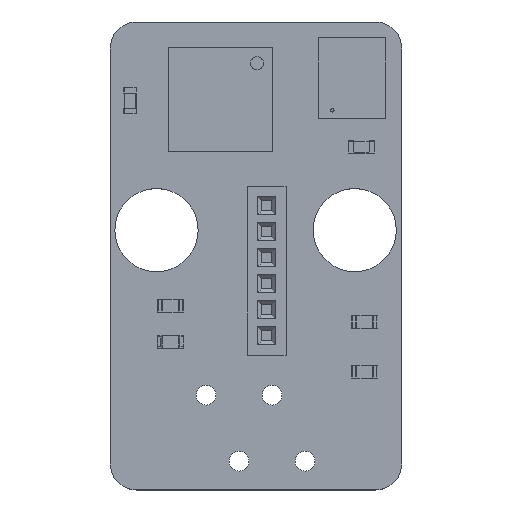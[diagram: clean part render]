
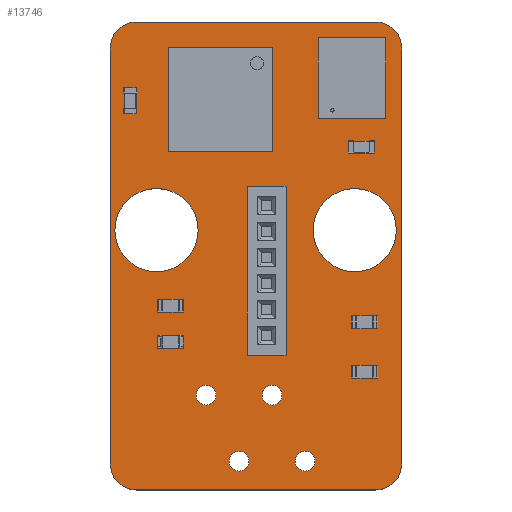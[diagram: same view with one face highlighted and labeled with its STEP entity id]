
A CAD part, top view. The second image highlights one B-rep face of the part: STEP entity #13746.
In plain terms, the highlighted planar face has unit normal (0, 0, 1).
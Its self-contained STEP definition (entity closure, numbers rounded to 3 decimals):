
#13465 = VERTEX_POINT('',#13466);
#13466 = CARTESIAN_POINT('',(60.619,-57.166,0.71));
#13472 = EDGE_CURVE('',#13465,#13473,#13475,.T.);
#13473 = VERTEX_POINT('',#13474);
#13474 = CARTESIAN_POINT('',(61.619,-58.166,0.71));
#13475 = CIRCLE('',#13476,1.);
#13476 = AXIS2_PLACEMENT_3D('',#13477,#13478,#13479);
#13477 = CARTESIAN_POINT('',(60.619,-58.166,0.71));
#13478 = DIRECTION('',(0.,0.,-1.));
#13479 = DIRECTION('',(0.,1.,0.));
#13507 = VERTEX_POINT('',#13508);
#13508 = CARTESIAN_POINT('',(51.419,-57.166,0.71));
#13514 = EDGE_CURVE('',#13507,#13465,#13515,.T.);
#13515 = LINE('',#13516,#13517);
#13516 = CARTESIAN_POINT('',(51.419,-57.166,0.71));
#13517 = VECTOR('',#13518,1.);
#13518 = DIRECTION('',(1.,0.,0.));
#13536 = EDGE_CURVE('',#13473,#13537,#13539,.T.);
#13537 = VERTEX_POINT('',#13538);
#13538 = CARTESIAN_POINT('',(61.619,-74.166,0.71));
#13539 = LINE('',#13540,#13541);
#13540 = CARTESIAN_POINT('',(61.619,-58.166,0.71));
#13541 = VECTOR('',#13542,1.);
#13542 = DIRECTION('',(0.,-1.,0.));
#13746 = ADVANCED_FACE('',(#13747,#13793,#13804,#13815,#13826,#13837,
    #13848,#13859,#13870,#13881,#13892,#13903,#13914),#13925,.T.);
#13747 = FACE_BOUND('',#13748,.T.);
#13748 = EDGE_LOOP('',(#13749,#13750,#13751,#13760,#13768,#13777,#13785,
    #13792));
#13749 = ORIENTED_EDGE('',*,*,#13472,.F.);
#13750 = ORIENTED_EDGE('',*,*,#13514,.F.);
#13751 = ORIENTED_EDGE('',*,*,#13752,.F.);
#13752 = EDGE_CURVE('',#13753,#13507,#13755,.T.);
#13753 = VERTEX_POINT('',#13754);
#13754 = CARTESIAN_POINT('',(50.419,-58.166,0.71));
#13755 = CIRCLE('',#13756,1.);
#13756 = AXIS2_PLACEMENT_3D('',#13757,#13758,#13759);
#13757 = CARTESIAN_POINT('',(51.419,-58.166,0.71));
#13758 = DIRECTION('',(0.,0.,-1.));
#13759 = DIRECTION('',(-1.,0.,-0.));
#13760 = ORIENTED_EDGE('',*,*,#13761,.F.);
#13761 = EDGE_CURVE('',#13762,#13753,#13764,.T.);
#13762 = VERTEX_POINT('',#13763);
#13763 = CARTESIAN_POINT('',(50.419,-74.166,0.71));
#13764 = LINE('',#13765,#13766);
#13765 = CARTESIAN_POINT('',(50.419,-74.166,0.71));
#13766 = VECTOR('',#13767,1.);
#13767 = DIRECTION('',(0.,1.,0.));
#13768 = ORIENTED_EDGE('',*,*,#13769,.F.);
#13769 = EDGE_CURVE('',#13770,#13762,#13772,.T.);
#13770 = VERTEX_POINT('',#13771);
#13771 = CARTESIAN_POINT('',(51.419,-75.166,0.71));
#13772 = CIRCLE('',#13773,1.);
#13773 = AXIS2_PLACEMENT_3D('',#13774,#13775,#13776);
#13774 = CARTESIAN_POINT('',(51.419,-74.166,0.71));
#13775 = DIRECTION('',(0.,0.,-1.));
#13776 = DIRECTION('',(0.,-1.,0.));
#13777 = ORIENTED_EDGE('',*,*,#13778,.F.);
#13778 = EDGE_CURVE('',#13779,#13770,#13781,.T.);
#13779 = VERTEX_POINT('',#13780);
#13780 = CARTESIAN_POINT('',(60.619,-75.166,0.71));
#13781 = LINE('',#13782,#13783);
#13782 = CARTESIAN_POINT('',(60.619,-75.166,0.71));
#13783 = VECTOR('',#13784,1.);
#13784 = DIRECTION('',(-1.,0.,0.));
#13785 = ORIENTED_EDGE('',*,*,#13786,.F.);
#13786 = EDGE_CURVE('',#13537,#13779,#13787,.T.);
#13787 = CIRCLE('',#13788,1.);
#13788 = AXIS2_PLACEMENT_3D('',#13789,#13790,#13791);
#13789 = CARTESIAN_POINT('',(60.619,-74.166,0.71));
#13790 = DIRECTION('',(0.,0.,-1.));
#13791 = DIRECTION('',(1.,0.,0.));
#13792 = ORIENTED_EDGE('',*,*,#13536,.F.);
#13793 = FACE_BOUND('',#13794,.T.);
#13794 = EDGE_LOOP('',(#13795));
#13795 = ORIENTED_EDGE('',*,*,#13796,.T.);
#13796 = EDGE_CURVE('',#13797,#13797,#13799,.T.);
#13797 = VERTEX_POINT('',#13798);
#13798 = CARTESIAN_POINT('',(55.367,-74.442,0.71));
#13799 = CIRCLE('',#13800,0.381);
#13800 = AXIS2_PLACEMENT_3D('',#13801,#13802,#13803);
#13801 = CARTESIAN_POINT('',(55.367,-74.061,0.71));
#13802 = DIRECTION('',(-0.,0.,-1.));
#13803 = DIRECTION('',(-0.,-1.,0.));
#13804 = FACE_BOUND('',#13805,.T.);
#13805 = EDGE_LOOP('',(#13806));
#13806 = ORIENTED_EDGE('',*,*,#13807,.T.);
#13807 = EDGE_CURVE('',#13808,#13808,#13810,.T.);
#13808 = VERTEX_POINT('',#13809);
#13809 = CARTESIAN_POINT('',(54.097,-71.902,0.71));
#13810 = CIRCLE('',#13811,0.381);
#13811 = AXIS2_PLACEMENT_3D('',#13812,#13813,#13814);
#13812 = CARTESIAN_POINT('',(54.097,-71.521,0.71));
#13813 = DIRECTION('',(-0.,0.,-1.));
#13814 = DIRECTION('',(-0.,-1.,0.));
#13815 = FACE_BOUND('',#13816,.T.);
#13816 = EDGE_LOOP('',(#13817));
#13817 = ORIENTED_EDGE('',*,*,#13818,.T.);
#13818 = EDGE_CURVE('',#13819,#13819,#13821,.T.);
#13819 = VERTEX_POINT('',#13820);
#13820 = CARTESIAN_POINT('',(57.907,-74.442,0.71));
#13821 = CIRCLE('',#13822,0.381);
#13822 = AXIS2_PLACEMENT_3D('',#13823,#13824,#13825);
#13823 = CARTESIAN_POINT('',(57.907,-74.061,0.71));
#13824 = DIRECTION('',(-0.,0.,-1.));
#13825 = DIRECTION('',(-0.,-1.,0.));
#13826 = FACE_BOUND('',#13827,.T.);
#13827 = EDGE_LOOP('',(#13828));
#13828 = ORIENTED_EDGE('',*,*,#13829,.T.);
#13829 = EDGE_CURVE('',#13830,#13830,#13832,.T.);
#13830 = VERTEX_POINT('',#13831);
#13831 = CARTESIAN_POINT('',(56.637,-71.902,0.71));
#13832 = CIRCLE('',#13833,0.381);
#13833 = AXIS2_PLACEMENT_3D('',#13834,#13835,#13836);
#13834 = CARTESIAN_POINT('',(56.637,-71.521,0.71));
#13835 = DIRECTION('',(-0.,0.,-1.));
#13836 = DIRECTION('',(-0.,-1.,0.));
#13837 = FACE_BOUND('',#13838,.T.);
#13838 = EDGE_LOOP('',(#13839));
#13839 = ORIENTED_EDGE('',*,*,#13840,.T.);
#13840 = EDGE_CURVE('',#13841,#13841,#13843,.T.);
#13841 = VERTEX_POINT('',#13842);
#13842 = CARTESIAN_POINT('',(56.134,-69.528,0.71));
#13843 = CIRCLE('',#13844,0.25);
#13844 = AXIS2_PLACEMENT_3D('',#13845,#13846,#13847);
#13845 = CARTESIAN_POINT('',(56.134,-69.278,0.71));
#13846 = DIRECTION('',(-0.,0.,-1.));
#13847 = DIRECTION('',(-0.,-1.,0.));
#13848 = FACE_BOUND('',#13849,.T.);
#13849 = EDGE_LOOP('',(#13850));
#13850 = ORIENTED_EDGE('',*,*,#13851,.T.);
#13851 = EDGE_CURVE('',#13852,#13852,#13854,.T.);
#13852 = VERTEX_POINT('',#13853);
#13853 = CARTESIAN_POINT('',(52.192,-66.771,0.71));
#13854 = CIRCLE('',#13855,1.6);
#13855 = AXIS2_PLACEMENT_3D('',#13856,#13857,#13858);
#13856 = CARTESIAN_POINT('',(52.192,-65.171,0.71));
#13857 = DIRECTION('',(-0.,0.,-1.));
#13858 = DIRECTION('',(-0.,-1.,0.));
#13859 = FACE_BOUND('',#13860,.T.);
#13860 = EDGE_LOOP('',(#13861));
#13861 = ORIENTED_EDGE('',*,*,#13862,.T.);
#13862 = EDGE_CURVE('',#13863,#13863,#13865,.T.);
#13863 = VERTEX_POINT('',#13864);
#13864 = CARTESIAN_POINT('',(56.134,-68.528,0.71));
#13865 = CIRCLE('',#13866,0.25);
#13866 = AXIS2_PLACEMENT_3D('',#13867,#13868,#13869);
#13867 = CARTESIAN_POINT('',(56.134,-68.278,0.71));
#13868 = DIRECTION('',(-0.,0.,-1.));
#13869 = DIRECTION('',(-0.,-1.,0.));
#13870 = FACE_BOUND('',#13871,.T.);
#13871 = EDGE_LOOP('',(#13872));
#13872 = ORIENTED_EDGE('',*,*,#13873,.T.);
#13873 = EDGE_CURVE('',#13874,#13874,#13876,.T.);
#13874 = VERTEX_POINT('',#13875);
#13875 = CARTESIAN_POINT('',(56.134,-67.528,0.71));
#13876 = CIRCLE('',#13877,0.25);
#13877 = AXIS2_PLACEMENT_3D('',#13878,#13879,#13880);
#13878 = CARTESIAN_POINT('',(56.134,-67.278,0.71));
#13879 = DIRECTION('',(-0.,0.,-1.));
#13880 = DIRECTION('',(-0.,-1.,0.));
#13881 = FACE_BOUND('',#13882,.T.);
#13882 = EDGE_LOOP('',(#13883));
#13883 = ORIENTED_EDGE('',*,*,#13884,.T.);
#13884 = EDGE_CURVE('',#13885,#13885,#13887,.T.);
#13885 = VERTEX_POINT('',#13886);
#13886 = CARTESIAN_POINT('',(56.134,-66.528,0.71));
#13887 = CIRCLE('',#13888,0.25);
#13888 = AXIS2_PLACEMENT_3D('',#13889,#13890,#13891);
#13889 = CARTESIAN_POINT('',(56.134,-66.278,0.71));
#13890 = DIRECTION('',(-0.,0.,-1.));
#13891 = DIRECTION('',(-0.,-1.,0.));
#13892 = FACE_BOUND('',#13893,.T.);
#13893 = EDGE_LOOP('',(#13894));
#13894 = ORIENTED_EDGE('',*,*,#13895,.T.);
#13895 = EDGE_CURVE('',#13896,#13896,#13898,.T.);
#13896 = VERTEX_POINT('',#13897);
#13897 = CARTESIAN_POINT('',(56.134,-65.528,0.71));
#13898 = CIRCLE('',#13899,0.25);
#13899 = AXIS2_PLACEMENT_3D('',#13900,#13901,#13902);
#13900 = CARTESIAN_POINT('',(56.134,-65.278,0.71));
#13901 = DIRECTION('',(-0.,0.,-1.));
#13902 = DIRECTION('',(-0.,-1.,0.));
#13903 = FACE_BOUND('',#13904,.T.);
#13904 = EDGE_LOOP('',(#13905));
#13905 = ORIENTED_EDGE('',*,*,#13906,.T.);
#13906 = EDGE_CURVE('',#13907,#13907,#13909,.T.);
#13907 = VERTEX_POINT('',#13908);
#13908 = CARTESIAN_POINT('',(56.134,-64.528,0.71));
#13909 = CIRCLE('',#13910,0.25);
#13910 = AXIS2_PLACEMENT_3D('',#13911,#13912,#13913);
#13911 = CARTESIAN_POINT('',(56.134,-64.278,0.71));
#13912 = DIRECTION('',(-0.,0.,-1.));
#13913 = DIRECTION('',(-0.,-1.,0.));
#13914 = FACE_BOUND('',#13915,.T.);
#13915 = EDGE_LOOP('',(#13916));
#13916 = ORIENTED_EDGE('',*,*,#13917,.T.);
#13917 = EDGE_CURVE('',#13918,#13918,#13920,.T.);
#13918 = VERTEX_POINT('',#13919);
#13919 = CARTESIAN_POINT('',(59.817,-66.771,0.71));
#13920 = CIRCLE('',#13921,1.6);
#13921 = AXIS2_PLACEMENT_3D('',#13922,#13923,#13924);
#13922 = CARTESIAN_POINT('',(59.817,-65.171,0.71));
#13923 = DIRECTION('',(-0.,0.,-1.));
#13924 = DIRECTION('',(-0.,-1.,0.));
#13925 = PLANE('',#13926);
#13926 = AXIS2_PLACEMENT_3D('',#13927,#13928,#13929);
#13927 = CARTESIAN_POINT('',(0.,0.,0.71));
#13928 = DIRECTION('',(0.,0.,1.));
#13929 = DIRECTION('',(1.,0.,-0.));
